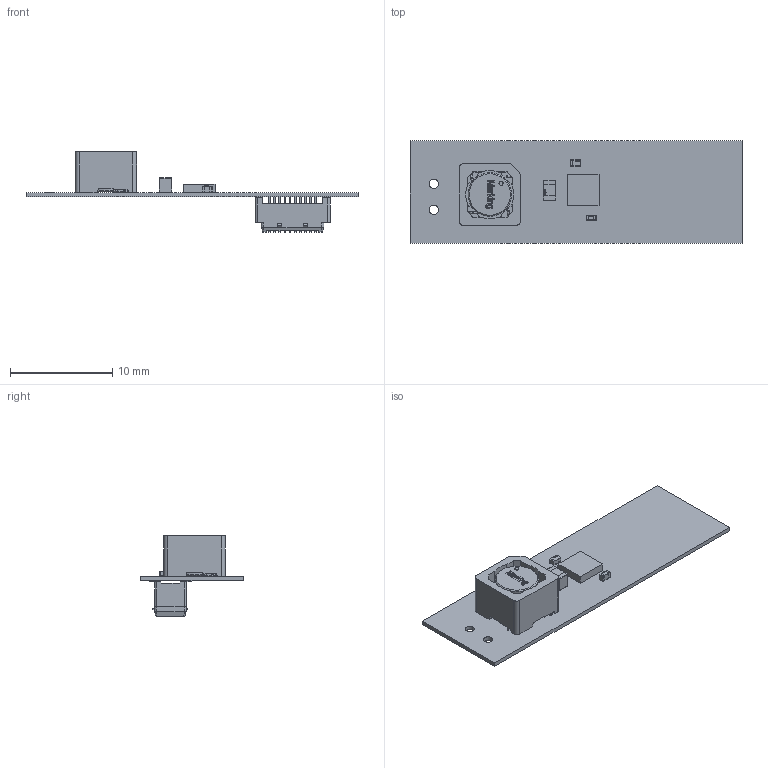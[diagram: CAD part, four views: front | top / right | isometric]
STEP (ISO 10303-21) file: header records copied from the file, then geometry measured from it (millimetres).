
FILE_DESCRIPTION(('Open CASCADE Model'),'2;1');
FILE_NAME('Open CASCADE Shape Model','2022-05-19T10:30:48',('Author'),( 'Open CASCADE'),'Open CASCADE STEP processor 6.8','Open CASCADE 6.8' ,'Unknown');
FILE_SCHEMA(('AUTOMOTIVE_DESIGN { 1 0 10303 214 1 1 1 1 }'));
Length unit declared in the file: millimetre
Products named in the file (32): PCB; Board; Open CASCADE STEP translator 6.8 4.1.1; L1_T; WE-EHPI_5838; shielding_test; DrumCore_NEW; J1_T; 539160208; Open CASCADE STEP translator 6.8 4.3.1.1; Open CASCADE STEP translator 6.8 4.3.1.2; U1_T; 6246321472; Extruded; D1_T; Diode_Diodes_Inc_BAS70LP-7B_eec; Body; Pins; Band; Diodes_Logo; C2_T; Cap_Murata_GRM155R61A475MEAAD_eec; terminals; body; logo; C1_T; Cap_Murata_GRM21BC71C106KE11L_eec; side; Murata
Assembly tree (32 placements, depth 4):
  PCB
    Board
      Open CASCADE STEP translator 6.8 4.1.1
    L1_T
      WE-EHPI_5838
        shielding_test
        DrumCore_NEW
        DrumCore_NEW
        DrumCore_NEW
    J1_T
      539160208
        Open CASCADE STEP translator 6.8 4.3.1.1
        Open CASCADE STEP translator 6.8 4.3.1.2
    U1_T
      6246321472
        Extruded
    D1_T
      Diode_Diodes_Inc_BAS70LP-7B_eec
        Body
        Pins
        Band
        Diodes_Logo
    C2_T
      Cap_Murata_GRM155R61A475MEAAD_eec
        terminals
        body
        logo
    C1_T
      Cap_Murata_GRM21BC71C106KE11L_eec
        body
        side  x2
        Murata
Bounding box: 32.43 x 10 x 7.87 mm (x, y, z)
Volume: 271.1 mm3; surface area: 1356.4 mm2
Topology: 35 solids, 35 shells, 1725 faces, 4774 edges, 3214 vertices
Faces by surface type: plane 887, bspline 393, cylinder 359, sphere 32, torus 32, extrusion 12, cone 10
Full cylindrical faces by diameter (mm): 0.2 x13, 0.4 x1, 0.8 x1, 0.9 x2, 1.6 x1, 4.25 x1
Entity records: 65759 total; most frequent: CARTESIAN_POINT 21190, ORIENTED_EDGE 9276, DIRECTION 7596, EDGE_CURVE 4638, VERTEX_POINT 3034, VECTOR 2962, LINE 2950, AXIS2_PLACEMENT_3D 2317
